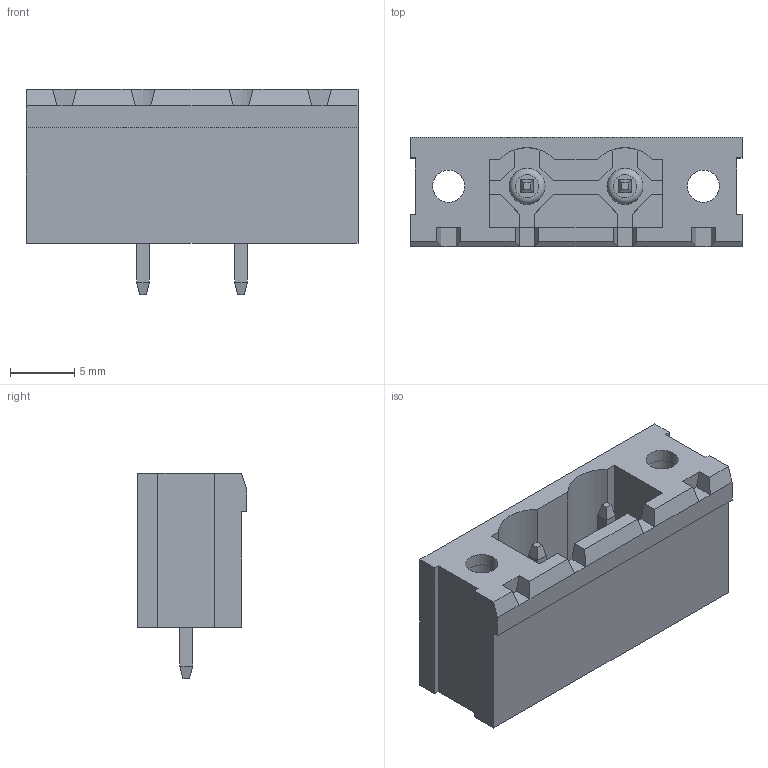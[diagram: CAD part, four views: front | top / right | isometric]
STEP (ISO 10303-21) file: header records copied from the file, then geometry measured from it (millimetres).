
FILE_DESCRIPTION( ( 'Unknown' ), '1' );
FILE_NAME( '691318400002.stp', 'Unknown', ( 'Quentin LAIDEBEUR' ), ( 'WE' ), 'PSStep 15.0.49', 'Sample-box', ' ' );
FILE_SCHEMA( ( 'AUTOMOTIVE_DESIGN { 1 0 10303 214 1 1 1 1 }' ) );
Length unit declared in the file: millimetre
Products named in the file (4): Assem1; 691318400002; 6913184000xx_INSERT; 6913184000xx_PIN
Assembly tree (5 placements, depth 2):
  Assem1
    691318400002
    6913184000xx_INSERT  x2
    6913184000xx_PIN  x2
Bounding box: 25.82 x 8.5 x 16 mm (x, y, z)
Volume: 1333.2 mm3; surface area: 2930.5 mm2
Topology: 5 solids, 5 shells, 195 faces, 510 edges, 331 vertices
Faces by surface type: plane 177, cylinder 12, torus 6
Full cylindrical faces by diameter (mm): 2.5 x4, 2.8 x2
Entity records: 6837 total; most frequent: CARTESIAN_POINT 1169, ORIENTED_EDGE 890, DIRECTION 815, EDGE_CURVE 445, LINE 403, VECTOR 403, VERTEX_POINT 296, AXIS2_PLACEMENT_3D 206
